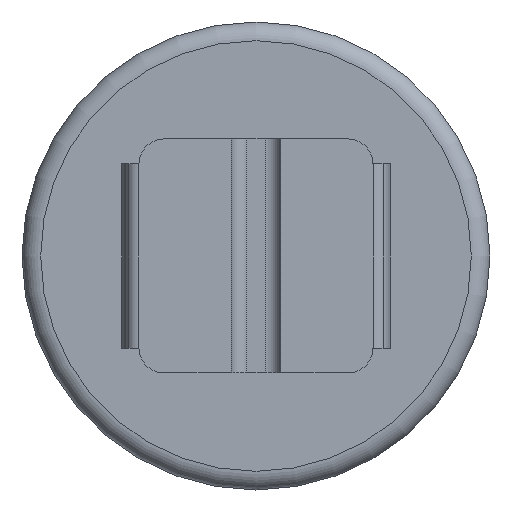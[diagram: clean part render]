
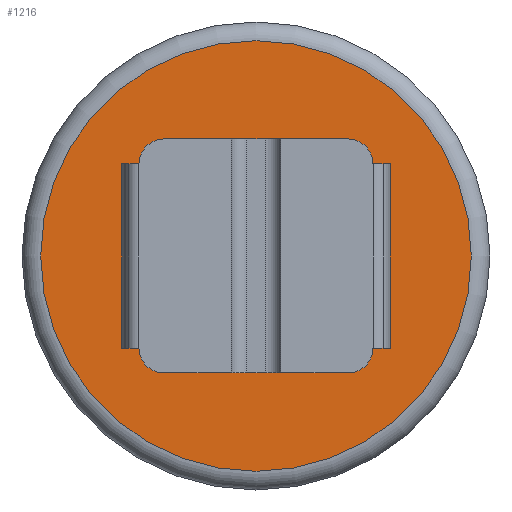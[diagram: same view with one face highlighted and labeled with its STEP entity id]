
A CAD part, left-side view. The second image highlights one B-rep face of the part: STEP entity #1216.
In plain terms, the highlighted planar face has unit normal (-1, 0, 0).
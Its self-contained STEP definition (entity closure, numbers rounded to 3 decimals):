
#74=FACE_BOUND('',#333,.T.);
#76=LINE('',#1783,#172);
#77=LINE('',#1787,#173);
#78=LINE('',#1791,#174);
#79=LINE('',#1794,#175);
#172=VECTOR('',#1435,10.);
#173=VECTOR('',#1438,10.);
#174=VECTOR('',#1441,10.);
#175=VECTOR('',#1444,10.);
#268=FACE_OUTER_BOUND('',#332,.T.);
#332=EDGE_LOOP('',(#757,#758));
#333=EDGE_LOOP('',(#759,#760,#761,#762,#763,#764,#765,#766));
#398=CIRCLE('',#1301,3.45);
#399=CIRCLE('',#1302,3.45);
#400=CIRCLE('',#1303,0.4);
#401=CIRCLE('',#1304,0.4);
#402=CIRCLE('',#1305,0.4);
#403=CIRCLE('',#1306,0.4);
#455=VERTEX_POINT('',#1775);
#456=VERTEX_POINT('',#1776);
#457=VERTEX_POINT('',#1779);
#458=VERTEX_POINT('',#1780);
#459=VERTEX_POINT('',#1782);
#460=VERTEX_POINT('',#1784);
#461=VERTEX_POINT('',#1786);
#462=VERTEX_POINT('',#1788);
#463=VERTEX_POINT('',#1790);
#464=VERTEX_POINT('',#1792);
#576=EDGE_CURVE('',#455,#456,#398,.T.);
#577=EDGE_CURVE('',#456,#455,#399,.T.);
#578=EDGE_CURVE('',#457,#458,#400,.T.);
#579=EDGE_CURVE('',#459,#457,#76,.T.);
#580=EDGE_CURVE('',#460,#459,#401,.T.);
#581=EDGE_CURVE('',#461,#460,#77,.T.);
#582=EDGE_CURVE('',#462,#461,#402,.T.);
#583=EDGE_CURVE('',#462,#463,#78,.T.);
#584=EDGE_CURVE('',#464,#463,#403,.T.);
#585=EDGE_CURVE('',#458,#464,#79,.T.);
#757=ORIENTED_EDGE('',*,*,#576,.T.);
#758=ORIENTED_EDGE('',*,*,#577,.T.);
#759=ORIENTED_EDGE('',*,*,#578,.F.);
#760=ORIENTED_EDGE('',*,*,#579,.F.);
#761=ORIENTED_EDGE('',*,*,#580,.F.);
#762=ORIENTED_EDGE('',*,*,#581,.F.);
#763=ORIENTED_EDGE('',*,*,#582,.F.);
#764=ORIENTED_EDGE('',*,*,#583,.T.);
#765=ORIENTED_EDGE('',*,*,#584,.F.);
#766=ORIENTED_EDGE('',*,*,#585,.F.);
#1119=PLANE('',#1300);
#1216=ADVANCED_FACE('',(#268,#74),#1119,.T.);
#1300=AXIS2_PLACEMENT_3D('',#1774,#1427,#1428);
#1301=AXIS2_PLACEMENT_3D('',#1777,#1429,#1430);
#1302=AXIS2_PLACEMENT_3D('',#1778,#1431,#1432);
#1303=AXIS2_PLACEMENT_3D('',#1781,#1433,#1434);
#1304=AXIS2_PLACEMENT_3D('',#1785,#1436,#1437);
#1305=AXIS2_PLACEMENT_3D('',#1789,#1439,#1440);
#1306=AXIS2_PLACEMENT_3D('',#1793,#1442,#1443);
#1427=DIRECTION('center_axis',(-1.,0.,0.));
#1428=DIRECTION('ref_axis',(0.,0.,1.));
#1429=DIRECTION('center_axis',(-1.,0.,0.));
#1430=DIRECTION('ref_axis',(0.,0.,1.));
#1431=DIRECTION('center_axis',(-1.,0.,0.));
#1432=DIRECTION('ref_axis',(0.,0.,1.));
#1433=DIRECTION('center_axis',(-1.,0.,0.));
#1434=DIRECTION('ref_axis',(0.,0.707,-0.707));
#1435=DIRECTION('',(0.,0.,-1.));
#1436=DIRECTION('center_axis',(-1.,0.,0.));
#1437=DIRECTION('ref_axis',(0.,0.707,0.707));
#1438=DIRECTION('',(0.,1.,0.));
#1439=DIRECTION('center_axis',(-1.,0.,0.));
#1440=DIRECTION('ref_axis',(0.,-0.707,0.707));
#1441=DIRECTION('',(0.,0.,-1.));
#1442=DIRECTION('center_axis',(-1.,0.,0.));
#1443=DIRECTION('ref_axis',(0.,-0.707,-0.707));
#1444=DIRECTION('',(0.,-1.,0.));
#1774=CARTESIAN_POINT('Origin',(-3.446,6.548,6.472));
#1775=CARTESIAN_POINT('',(-3.446,9.998,6.472));
#1776=CARTESIAN_POINT('',(-3.446,6.548,3.022));
#1777=CARTESIAN_POINT('Origin',(-3.446,6.548,6.472));
#1778=CARTESIAN_POINT('Origin',(-3.446,6.548,6.472));
#1779=CARTESIAN_POINT('',(-3.446,8.423,4.997));
#1780=CARTESIAN_POINT('',(-3.446,8.023,4.597));
#1781=CARTESIAN_POINT('Origin',(-3.446,8.023,4.997));
#1782=CARTESIAN_POINT('',(-3.446,8.423,7.947));
#1783=CARTESIAN_POINT('',(-3.446,8.423,6.472));
#1784=CARTESIAN_POINT('',(-3.446,8.023,8.347));
#1785=CARTESIAN_POINT('Origin',(-3.446,8.023,7.947));
#1786=CARTESIAN_POINT('',(-3.446,5.073,8.347));
#1787=CARTESIAN_POINT('',(-3.446,6.548,8.347));
#1788=CARTESIAN_POINT('',(-3.446,4.673,7.947));
#1789=CARTESIAN_POINT('Origin',(-3.446,5.073,7.947));
#1790=CARTESIAN_POINT('',(-3.446,4.673,4.997));
#1791=CARTESIAN_POINT('',(-3.446,4.673,6.472));
#1792=CARTESIAN_POINT('',(-3.446,5.073,4.597));
#1793=CARTESIAN_POINT('Origin',(-3.446,5.073,4.997));
#1794=CARTESIAN_POINT('',(-3.446,8.423,4.597));
